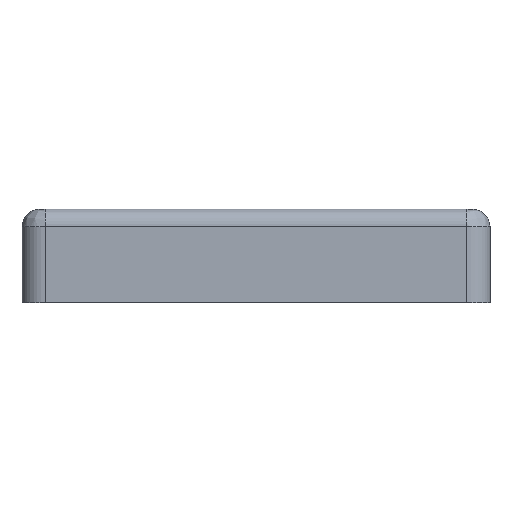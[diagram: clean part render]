
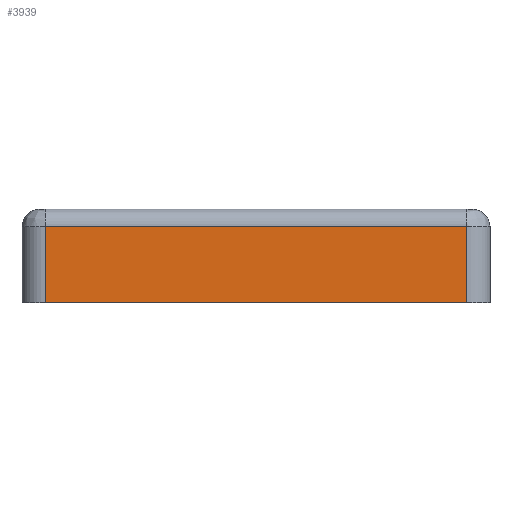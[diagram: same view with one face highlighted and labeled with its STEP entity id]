
A CAD part, front view. The second image highlights one B-rep face of the part: STEP entity #3939.
In plain terms, the highlighted planar face has unit normal (0, -1, 0).
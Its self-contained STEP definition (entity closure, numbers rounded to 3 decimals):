
#206 = VERTEX_POINT ( 'NONE', #7185 ) ;
#430 = VECTOR ( 'NONE', #576, 1000. ) ;
#576 = DIRECTION ( 'NONE',  ( 0., 0., 1. ) ) ;
#1298 = VECTOR ( 'NONE', #4384, 1000. ) ;
#1442 = ORIENTED_EDGE ( 'NONE', *, *, #8186, .F. ) ;
#1628 = CARTESIAN_POINT ( 'NONE',  ( 36., -40., 0. ) ) ;
#1929 = EDGE_CURVE ( 'NONE', #7440, #3733, #8922, .T. ) ;
#2270 = VERTEX_POINT ( 'NONE', #6442 ) ;
#2506 = EDGE_LOOP ( 'NONE', ( #5590, #1442, #4792, #6239 ) ) ;
#2858 = CARTESIAN_POINT ( 'NONE',  ( -36., -40., 16. ) ) ;
#3136 = CARTESIAN_POINT ( 'NONE',  ( 36., -40., 16. ) ) ;
#3733 = VERTEX_POINT ( 'NONE', #1628 ) ;
#3939 = ADVANCED_FACE ( 'NONE', ( #4979 ), #6586, .F. ) ;
#4108 = EDGE_CURVE ( 'NONE', #3733, #206, #9143, .T. ) ;
#4316 = CARTESIAN_POINT ( 'NONE',  ( 36., -40., 13. ) ) ;
#4384 = DIRECTION ( 'NONE',  ( 1., 0., 0. ) ) ;
#4556 = LINE ( 'NONE', #2858, #430 ) ;
#4792 = ORIENTED_EDGE ( 'NONE', *, *, #4108, .F. ) ;
#4979 = FACE_OUTER_BOUND ( 'NONE', #2506, .T. ) ;
#5590 = ORIENTED_EDGE ( 'NONE', *, *, #6877, .F. ) ;
#6239 = ORIENTED_EDGE ( 'NONE', *, *, #1929, .F. ) ;
#6442 = CARTESIAN_POINT ( 'NONE',  ( -36., -40., 13. ) ) ;
#6586 = PLANE ( 'NONE',  #9226 ) ;
#6656 = DIRECTION ( 'NONE',  ( -1., 0., 0. ) ) ;
#6691 = CARTESIAN_POINT ( 'NONE',  ( 40., -40., 16. ) ) ;
#6828 = VECTOR ( 'NONE', #7113, 1000. ) ;
#6877 = EDGE_CURVE ( 'NONE', #2270, #7440, #9948, .T. ) ;
#7113 = DIRECTION ( 'NONE',  ( 0., 0., -1. ) ) ;
#7185 = CARTESIAN_POINT ( 'NONE',  ( -36., -40., 0. ) ) ;
#7380 = DIRECTION ( 'NONE',  ( 0., 1., 0. ) ) ;
#7440 = VERTEX_POINT ( 'NONE', #4316 ) ;
#7584 = CARTESIAN_POINT ( 'NONE',  ( -40., -40., 0. ) ) ;
#7741 = VECTOR ( 'NONE', #9861, 1000. ) ;
#8186 = EDGE_CURVE ( 'NONE', #206, #2270, #4556, .T. ) ;
#8922 = LINE ( 'NONE', #3136, #6828 ) ;
#8941 = CARTESIAN_POINT ( 'NONE',  ( -40., -40., 13. ) ) ;
#9143 = LINE ( 'NONE', #7584, #7741 ) ;
#9226 = AXIS2_PLACEMENT_3D ( 'NONE', #6691, #7380, #6656 ) ;
#9861 = DIRECTION ( 'NONE',  ( -1., 0., 0. ) ) ;
#9948 = LINE ( 'NONE', #8941, #1298 ) ;
